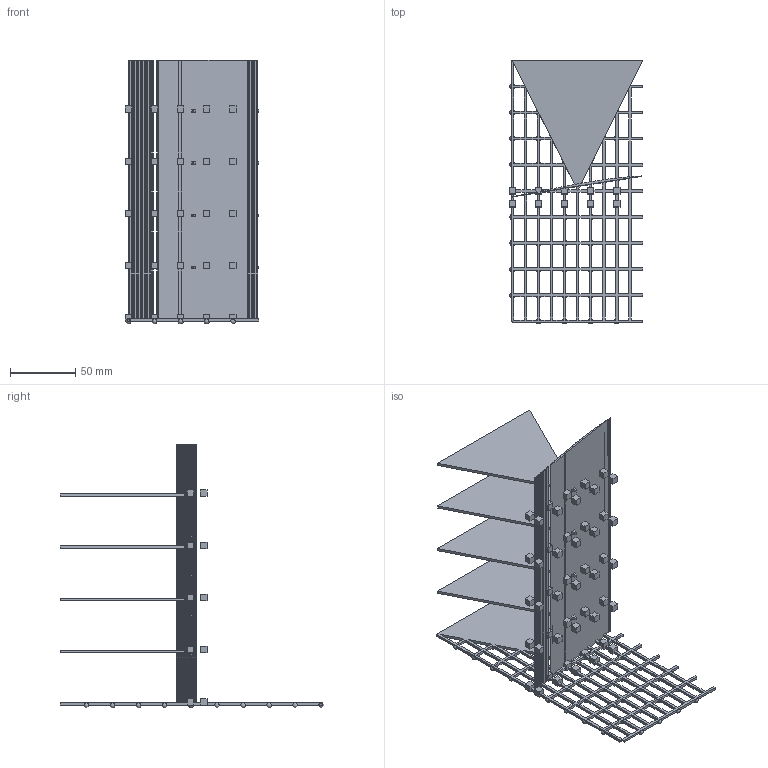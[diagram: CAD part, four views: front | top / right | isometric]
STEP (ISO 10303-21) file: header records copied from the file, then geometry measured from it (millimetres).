
FILE_DESCRIPTION(('Open CASCADE Model'),'2;1');
FILE_NAME('Open CASCADE Shape Model','2024-05-29T17:49:46',('Author'),( 'Open CASCADE'),'Open CASCADE STEP processor 7.7','Open CASCADE 7.7' ,'Unknown');
FILE_SCHEMA(('AUTOMOTIVE_DESIGN { 1 0 10303 214 1 1 1 1 }'));
Length unit declared in the file: millimetre
Products named in the file (34): Open CASCADE STEP translator 7.7 60; Open CASCADE STEP translator 7.7 60.1; Open CASCADE STEP translator 7.7 60.2; Open CASCADE STEP translator 7.7 60.3; Open CASCADE STEP translator 7.7 60.4; Open CASCADE STEP translator 7.7 60.5; Open CASCADE STEP translator 7.7 60.6; Open CASCADE STEP translator 7.7 60.7; Open CASCADE STEP translator 7.7 60.8; Open CASCADE STEP translator 7.7 60.9; Open CASCADE STEP translator 7.7 60.10; Open CASCADE STEP translator 7.7 60.11; Open CASCADE STEP translator 7.7 60.12; Open CASCADE STEP translator 7.7 60.13; Open CASCADE STEP translator 7.7 60.14; Open CASCADE STEP translator 7.7 60.15; Open CASCADE STEP translator 7.7 60.16; Open CASCADE STEP translator 7.7 60.17; Open CASCADE STEP translator 7.7 60.18; Open CASCADE STEP translator 7.7 60.19; Open CASCADE STEP translator 7.7 60.20; Open CASCADE STEP translator 7.7 60.21; Open CASCADE STEP translator 7.7 60.22; Open CASCADE STEP translator 7.7 60.23; Open CASCADE STEP translator 7.7 60.24; Open CASCADE STEP translator 7.7 60.25; Open CASCADE STEP translator 7.7 60.26; Open CASCADE STEP translator 7.7 60.27; Open CASCADE STEP translator 7.7 60.28; Open CASCADE STEP translator 7.7 60.29; Open CASCADE STEP translator 7.7 60.30; Open CASCADE STEP translator 7.7 60.31; Open CASCADE STEP translator 7.7 60.32; Open CASCADE STEP translator 7.7 60.33
Assembly tree (33 placements, depth 2):
  Open CASCADE STEP translator 7.7 60
    Open CASCADE STEP translator 7.7 60.1
    Open CASCADE STEP translator 7.7 60.2
    Open CASCADE STEP translator 7.7 60.3
    Open CASCADE STEP translator 7.7 60.4
    Open CASCADE STEP translator 7.7 60.5
    Open CASCADE STEP translator 7.7 60.6
    Open CASCADE STEP translator 7.7 60.7
    Open CASCADE STEP translator 7.7 60.8
    Open CASCADE STEP translator 7.7 60.9
    Open CASCADE STEP translator 7.7 60.10
    Open CASCADE STEP translator 7.7 60.11
    Open CASCADE STEP translator 7.7 60.12
    Open CASCADE STEP translator 7.7 60.13
    Open CASCADE STEP translator 7.7 60.14
    Open CASCADE STEP translator 7.7 60.15
    Open CASCADE STEP translator 7.7 60.16
    Open CASCADE STEP translator 7.7 60.17
    Open CASCADE STEP translator 7.7 60.18
    Open CASCADE STEP translator 7.7 60.19
    Open CASCADE STEP translator 7.7 60.20
    Open CASCADE STEP translator 7.7 60.21
    Open CASCADE STEP translator 7.7 60.22
    Open CASCADE STEP translator 7.7 60.23
    Open CASCADE STEP translator 7.7 60.24
    Open CASCADE STEP translator 7.7 60.25
    Open CASCADE STEP translator 7.7 60.26
    Open CASCADE STEP translator 7.7 60.27
    Open CASCADE STEP translator 7.7 60.28
    Open CASCADE STEP translator 7.7 60.29
    Open CASCADE STEP translator 7.7 60.30
    Open CASCADE STEP translator 7.7 60.31
    Open CASCADE STEP translator 7.7 60.32
    Open CASCADE STEP translator 7.7 60.33
Bounding box: 102.5 x 201.99 x 202 mm (x, y, z)
Volume: 87154.4 mm3; surface area: 116046.8 mm2
Topology: 33 solids, 33 shells, 906 faces, 2897 edges, 1926 vertices
Faces by surface type: plane 841, sphere 50, cylinder 15
Entity records: 72594 total; most frequent: CARTESIAN_POINT 15173, DIRECTION 10652, LINE 7358, VECTOR 7358, ORIENTED_EDGE 5696, PCURVE 5696, DEFINITIONAL_REPRESENTATION 5696, EDGE_CURVE 2848
